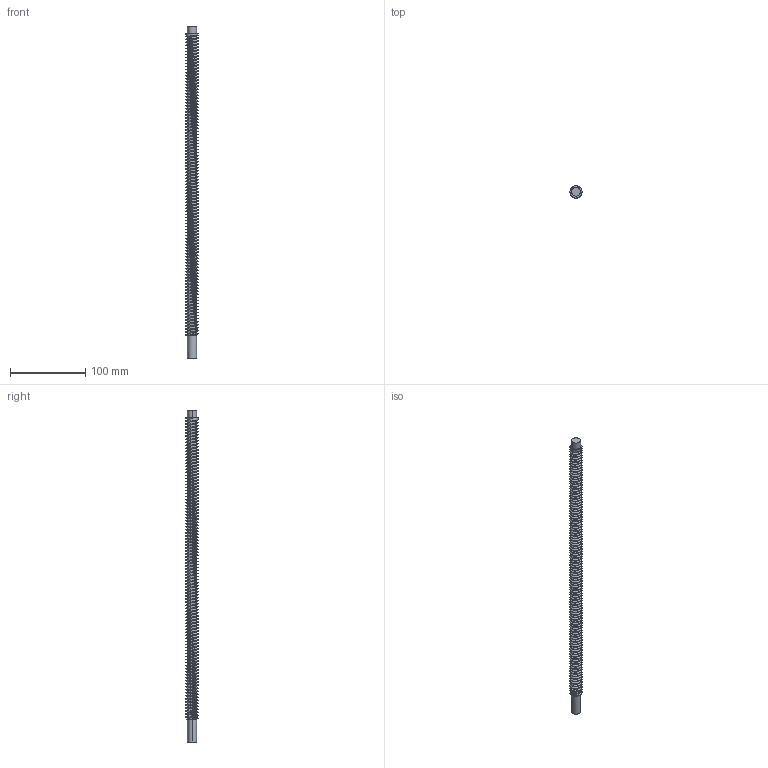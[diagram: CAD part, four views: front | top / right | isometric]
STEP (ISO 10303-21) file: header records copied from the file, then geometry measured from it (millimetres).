
FILE_DESCRIPTION (( 'STEP AP203' ), '1' );
FILE_NAME ('shaft.STEP', '2022-02-24T15:41:28', ( '' ), ( '' ), 'SwSTEP 2.0', 'SolidWorks 2018', '' );
FILE_SCHEMA (( 'CONFIG_CONTROL_DESIGN' ));
Length unit declared in the file: millimetre
Products named in the file (1): shaft
Bounding box: 16 x 16 x 440 mm (x, y, z)
Volume: 63441.3 mm3; surface area: 29811.4 mm2
Topology: 1 solids, 1 shells, 214 faces, 627 edges, 416 vertices
Faces by surface type: cylinder 205, plane 6, bspline 3
Entity records: 21862 total; most frequent: CARTESIAN_POINT 17312, ORIENTED_EDGE 1254, DIRECTION 658, EDGE_CURVE 627, VERTEX_POINT 416, AXIS2_PLACEMENT_3D 225, EDGE_LOOP 215, ADVANCED_FACE 214
